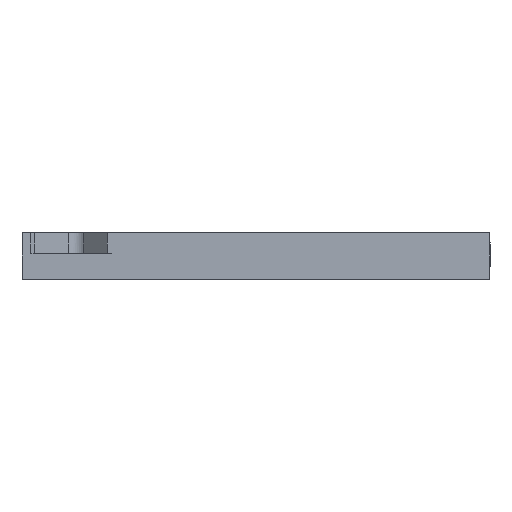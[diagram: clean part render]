
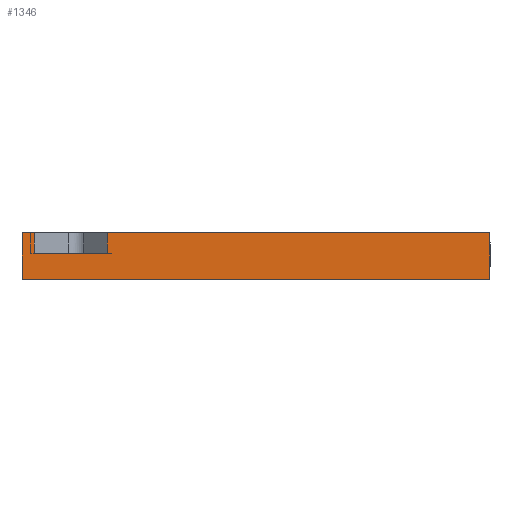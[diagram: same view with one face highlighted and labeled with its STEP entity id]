
A CAD part, left-side view. The second image highlights one B-rep face of the part: STEP entity #1346.
In plain terms, the highlighted planar face has unit normal (-1, 0, 0).
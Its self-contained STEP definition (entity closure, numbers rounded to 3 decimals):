
#1346 = ADVANCED_FACE('',(#1347),#1413,.F.);
#1347 = FACE_BOUND('',#1348,.F.);
#1348 = EDGE_LOOP('',(#1349,#1359,#1367,#1375,#1383,#1391,#1399,#1407));
#1349 = ORIENTED_EDGE('',*,*,#1350,.F.);
#1350 = EDGE_CURVE('',#1351,#1353,#1355,.T.);
#1351 = VERTEX_POINT('',#1352);
#1352 = CARTESIAN_POINT('',(0.,0.,-25.4));
#1353 = VERTEX_POINT('',#1354);
#1354 = CARTESIAN_POINT('',(0.,0.,-12.7));
#1355 = LINE('',#1356,#1357);
#1356 = CARTESIAN_POINT('',(0.,0.,-25.4));
#1357 = VECTOR('',#1358,1.);
#1358 = DIRECTION('',(0.,0.,1.));
#1359 = ORIENTED_EDGE('',*,*,#1360,.T.);
#1360 = EDGE_CURVE('',#1351,#1361,#1363,.T.);
#1361 = VERTEX_POINT('',#1362);
#1362 = CARTESIAN_POINT('',(0.,127.,-25.4));
#1363 = LINE('',#1364,#1365);
#1364 = CARTESIAN_POINT('',(0.,0.,-25.4));
#1365 = VECTOR('',#1366,1.);
#1366 = DIRECTION('',(-0.,1.,0.));
#1367 = ORIENTED_EDGE('',*,*,#1368,.T.);
#1368 = EDGE_CURVE('',#1361,#1369,#1371,.T.);
#1369 = VERTEX_POINT('',#1370);
#1370 = CARTESIAN_POINT('',(0.,127.,-12.7));
#1371 = LINE('',#1372,#1373);
#1372 = CARTESIAN_POINT('',(0.,127.,-25.4));
#1373 = VECTOR('',#1374,1.);
#1374 = DIRECTION('',(0.,0.,1.));
#1375 = ORIENTED_EDGE('',*,*,#1376,.F.);
#1376 = EDGE_CURVE('',#1377,#1369,#1379,.T.);
#1377 = VERTEX_POINT('',#1378);
#1378 = CARTESIAN_POINT('',(0.,123.649,-12.7));
#1379 = LINE('',#1380,#1381);
#1380 = CARTESIAN_POINT('',(0.,0.,-12.7));
#1381 = VECTOR('',#1382,1.);
#1382 = DIRECTION('',(-0.,1.,0.));
#1383 = ORIENTED_EDGE('',*,*,#1384,.T.);
#1384 = EDGE_CURVE('',#1377,#1385,#1387,.T.);
#1385 = VERTEX_POINT('',#1386);
#1386 = CARTESIAN_POINT('',(0.,123.649,
    -18.336));
#1387 = LINE('',#1388,#1389);
#1388 = CARTESIAN_POINT('',(0.,123.649,
    -21.868));
#1389 = VECTOR('',#1390,1.);
#1390 = DIRECTION('',(0.,-0.,-1.));
#1391 = ORIENTED_EDGE('',*,*,#1392,.T.);
#1392 = EDGE_CURVE('',#1385,#1393,#1395,.T.);
#1393 = VERTEX_POINT('',#1394);
#1394 = CARTESIAN_POINT('',(0.,103.828,
    -18.336));
#1395 = LINE('',#1396,#1397);
#1396 = CARTESIAN_POINT('',(0.,56.869,-18.336));
#1397 = VECTOR('',#1398,1.);
#1398 = DIRECTION('',(0.,-1.,0.));
#1399 = ORIENTED_EDGE('',*,*,#1400,.T.);
#1400 = EDGE_CURVE('',#1393,#1401,#1403,.T.);
#1401 = VERTEX_POINT('',#1402);
#1402 = CARTESIAN_POINT('',(0.,103.828,-12.7));
#1403 = LINE('',#1404,#1405);
#1404 = CARTESIAN_POINT('',(0.,103.828,
    -21.868));
#1405 = VECTOR('',#1406,1.);
#1406 = DIRECTION('',(0.,-0.,1.));
#1407 = ORIENTED_EDGE('',*,*,#1408,.F.);
#1408 = EDGE_CURVE('',#1353,#1401,#1409,.T.);
#1409 = LINE('',#1410,#1411);
#1410 = CARTESIAN_POINT('',(0.,0.,-12.7));
#1411 = VECTOR('',#1412,1.);
#1412 = DIRECTION('',(-0.,1.,0.));
#1413 = PLANE('',#1414);
#1414 = AXIS2_PLACEMENT_3D('',#1415,#1416,#1417);
#1415 = CARTESIAN_POINT('',(0.,0.,-25.4));
#1416 = DIRECTION('',(1.,0.,-0.));
#1417 = DIRECTION('',(0.,0.,1.));
